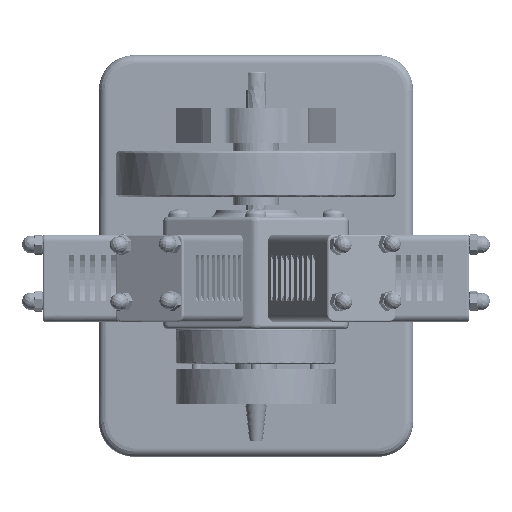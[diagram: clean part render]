
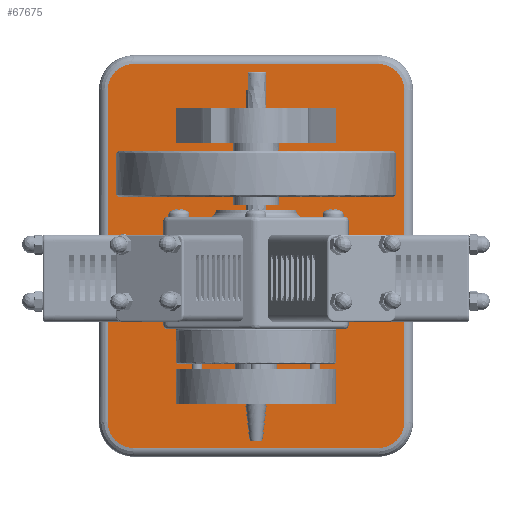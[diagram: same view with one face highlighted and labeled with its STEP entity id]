
A CAD part, left-side view. The second image highlights one B-rep face of the part: STEP entity #67675.
In plain terms, the highlighted free-form (B-spline) face has degree [1, 1] with [2, 2] control points.
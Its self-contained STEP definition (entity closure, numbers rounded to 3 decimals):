
#67312 = VERTEX_POINT('',#67313);
#67313 = CARTESIAN_POINT('',(159.925,108.749,
    -100.194));
#67330 = VERTEX_POINT('',#67331);
#67331 = CARTESIAN_POINT('',(159.925,89.558,
    -119.385));
#67337 = EDGE_CURVE('',#67330,#67312,#67338,.T.);
#67338 = ( BOUNDED_CURVE() B_SPLINE_CURVE(2,(#67339,#67340,#67341),
.UNSPECIFIED.,.F.,.F.) B_SPLINE_CURVE_WITH_KNOTS((3,3),(5.498,
7.069),.PIECEWISE_BEZIER_KNOTS.) CURVE() 
GEOMETRIC_REPRESENTATION_ITEM() RATIONAL_B_SPLINE_CURVE((1.,
0.707,1.)) REPRESENTATION_ITEM('') );
#67339 = CARTESIAN_POINT('',(159.925,89.558,
    -119.385));
#67340 = CARTESIAN_POINT('',(159.925,108.749,
    -119.385));
#67341 = CARTESIAN_POINT('',(159.925,108.749,
    -100.194));
#67359 = VERTEX_POINT('',#67360);
#67360 = CARTESIAN_POINT('',(159.925,-89.558,
    -119.385));
#67366 = EDGE_CURVE('',#67359,#67330,#67367,.T.);
#67367 = B_SPLINE_CURVE_WITH_KNOTS('',1,(#67368,#67369),.UNSPECIFIED.,
  .F.,.F.,(2,2),(-105.,35.),.PIECEWISE_BEZIER_KNOTS.);
#67368 = CARTESIAN_POINT('',(159.925,-89.558,
    -119.385));
#67369 = CARTESIAN_POINT('',(159.925,89.558,
    -119.385));
#67390 = VERTEX_POINT('',#67391);
#67391 = CARTESIAN_POINT('',(159.925,-108.749,
    -100.194));
#67397 = EDGE_CURVE('',#67390,#67359,#67398,.T.);
#67398 = ( BOUNDED_CURVE() B_SPLINE_CURVE(2,(#67399,#67400,#67401),
.UNSPECIFIED.,.F.,.F.) B_SPLINE_CURVE_WITH_KNOTS((3,3),(5.498,
7.069),.PIECEWISE_BEZIER_KNOTS.) CURVE() 
GEOMETRIC_REPRESENTATION_ITEM() RATIONAL_B_SPLINE_CURVE((1.,
0.707,1.)) REPRESENTATION_ITEM('') );
#67399 = CARTESIAN_POINT('',(159.925,-108.749,
    -100.194));
#67400 = CARTESIAN_POINT('',(159.925,-108.749,
    -119.385));
#67401 = CARTESIAN_POINT('',(159.925,-89.558,
    -119.385));
#67426 = VERTEX_POINT('',#67427);
#67427 = CARTESIAN_POINT('',(159.925,-108.749,
    142.892));
#67433 = EDGE_CURVE('',#67426,#67390,#67434,.T.);
#67434 = B_SPLINE_CURVE_WITH_KNOTS('',1,(#67435,#67436),.UNSPECIFIED.,
  .F.,.F.,(2,2),(-142.5,47.5),.PIECEWISE_BEZIER_KNOTS.);
#67435 = CARTESIAN_POINT('',(159.925,-108.749,
    142.892));
#67436 = CARTESIAN_POINT('',(159.925,-108.749,
    -100.194));
#67457 = VERTEX_POINT('',#67458);
#67458 = CARTESIAN_POINT('',(159.925,-89.558,
    162.083));
#67464 = EDGE_CURVE('',#67457,#67426,#67465,.T.);
#67465 = ( BOUNDED_CURVE() B_SPLINE_CURVE(2,(#67466,#67467,#67468),
.UNSPECIFIED.,.F.,.F.) B_SPLINE_CURVE_WITH_KNOTS((3,3),(5.498,
7.069),.PIECEWISE_BEZIER_KNOTS.) CURVE() 
GEOMETRIC_REPRESENTATION_ITEM() RATIONAL_B_SPLINE_CURVE((1.,
0.707,1.)) REPRESENTATION_ITEM('') );
#67466 = CARTESIAN_POINT('',(159.925,-89.558,
    162.083));
#67467 = CARTESIAN_POINT('',(159.925,-108.749,
    162.083));
#67468 = CARTESIAN_POINT('',(159.925,-108.749,
    142.892));
#67493 = VERTEX_POINT('',#67494);
#67494 = CARTESIAN_POINT('',(159.925,89.558,
    162.083));
#67500 = EDGE_CURVE('',#67493,#67457,#67501,.T.);
#67501 = B_SPLINE_CURVE_WITH_KNOTS('',1,(#67502,#67503),.UNSPECIFIED.,
  .F.,.F.,(2,2),(-105.,35.),.PIECEWISE_BEZIER_KNOTS.);
#67502 = CARTESIAN_POINT('',(159.925,89.558,
    162.083));
#67503 = CARTESIAN_POINT('',(159.925,-89.558,
    162.083));
#67524 = VERTEX_POINT('',#67525);
#67525 = CARTESIAN_POINT('',(159.925,108.749,
    142.892));
#67531 = EDGE_CURVE('',#67524,#67493,#67532,.T.);
#67532 = ( BOUNDED_CURVE() B_SPLINE_CURVE(2,(#67533,#67534,#67535),
.UNSPECIFIED.,.F.,.F.) B_SPLINE_CURVE_WITH_KNOTS((3,3),(5.498,
7.069),.PIECEWISE_BEZIER_KNOTS.) CURVE() 
GEOMETRIC_REPRESENTATION_ITEM() RATIONAL_B_SPLINE_CURVE((1.,
0.707,1.)) REPRESENTATION_ITEM('') );
#67533 = CARTESIAN_POINT('',(159.925,108.749,
    142.892));
#67534 = CARTESIAN_POINT('',(159.925,108.749,
    162.083));
#67535 = CARTESIAN_POINT('',(159.925,89.558,
    162.083));
#67558 = EDGE_CURVE('',#67312,#67524,#67559,.T.);
#67559 = B_SPLINE_CURVE_WITH_KNOTS('',1,(#67560,#67561),.UNSPECIFIED.,
  .F.,.F.,(2,2),(-142.5,47.5),.PIECEWISE_BEZIER_KNOTS.);
#67560 = CARTESIAN_POINT('',(159.925,108.749,
    -100.194));
#67561 = CARTESIAN_POINT('',(159.925,108.749,
    142.892));
#67675 = ADVANCED_FACE('',(#67676,#67686,#67700,#67714,#67728),#67742,
  .T.);
#67676 = FACE_BOUND('',#67677,.T.);
#67677 = EDGE_LOOP('',(#67678,#67679,#67680,#67681,#67682,#67683,#67684,
    #67685));
#67678 = ORIENTED_EDGE('',*,*,#67337,.F.);
#67679 = ORIENTED_EDGE('',*,*,#67366,.F.);
#67680 = ORIENTED_EDGE('',*,*,#67397,.F.);
#67681 = ORIENTED_EDGE('',*,*,#67433,.F.);
#67682 = ORIENTED_EDGE('',*,*,#67464,.F.);
#67683 = ORIENTED_EDGE('',*,*,#67500,.F.);
#67684 = ORIENTED_EDGE('',*,*,#67531,.F.);
#67685 = ORIENTED_EDGE('',*,*,#67558,.F.);
#67686 = FACE_BOUND('',#67687,.T.);
#67687 = EDGE_LOOP('',(#67688));
#67688 = ORIENTED_EDGE('',*,*,#67689,.T.);
#67689 = EDGE_CURVE('',#67690,#67690,#67692,.T.);
#67690 = VERTEX_POINT('',#67691);
#67691 = CARTESIAN_POINT('',(159.925,-38.382,
    -81.642));
#67692 = ( BOUNDED_CURVE() B_SPLINE_CURVE(2,(#67693,#67694,#67695,#67696
    ,#67697,#67698,#67699),.UNSPECIFIED.,.T.,.F.) 
B_SPLINE_CURVE_WITH_KNOTS((1,2,2,2,2,1),(-2.094,0.,
    2.094,4.189,6.283,8.378),
.UNSPECIFIED.) CURVE() GEOMETRIC_REPRESENTATION_ITEM() 
RATIONAL_B_SPLINE_CURVE((1.,0.5,1.,0.5,1.,0.5,1.)) REPRESENTATION_ITEM(
  '') );
#67693 = CARTESIAN_POINT('',(159.925,-38.382,
    -81.642));
#67694 = CARTESIAN_POINT('',(159.925,-26.194,
    -81.642));
#67695 = CARTESIAN_POINT('',(159.925,-32.288,
    -71.087));
#67696 = CARTESIAN_POINT('',(159.925,-38.382,
    -60.532));
#67697 = CARTESIAN_POINT('',(159.925,-44.476,
    -71.087));
#67698 = CARTESIAN_POINT('',(159.925,-50.57,
    -81.642));
#67699 = CARTESIAN_POINT('',(159.925,-38.382,
    -81.642));
#67700 = FACE_BOUND('',#67701,.T.);
#67701 = EDGE_LOOP('',(#67702));
#67702 = ORIENTED_EDGE('',*,*,#67703,.T.);
#67703 = EDGE_CURVE('',#67704,#67704,#67706,.T.);
#67704 = VERTEX_POINT('',#67705);
#67705 = CARTESIAN_POINT('',(159.925,-38.382,
    110.267));
#67706 = ( BOUNDED_CURVE() B_SPLINE_CURVE(2,(#67707,#67708,#67709,#67710
    ,#67711,#67712,#67713),.UNSPECIFIED.,.T.,.F.) 
B_SPLINE_CURVE_WITH_KNOTS((1,2,2,2,2,1),(-2.094,0.,
    2.094,4.189,6.283,8.378),
.UNSPECIFIED.) CURVE() GEOMETRIC_REPRESENTATION_ITEM() 
RATIONAL_B_SPLINE_CURVE((1.,0.5,1.,0.5,1.,0.5,1.)) REPRESENTATION_ITEM(
  '') );
#67707 = CARTESIAN_POINT('',(159.925,-38.382,
    110.267));
#67708 = CARTESIAN_POINT('',(159.925,-26.194,
    110.267));
#67709 = CARTESIAN_POINT('',(159.925,-32.288,
    120.823));
#67710 = CARTESIAN_POINT('',(159.925,-38.382,
    131.378));
#67711 = CARTESIAN_POINT('',(159.925,-44.476,
    120.823));
#67712 = CARTESIAN_POINT('',(159.925,-50.57,
    110.267));
#67713 = CARTESIAN_POINT('',(159.925,-38.382,
    110.267));
#67714 = FACE_BOUND('',#67715,.T.);
#67715 = EDGE_LOOP('',(#67716));
#67716 = ORIENTED_EDGE('',*,*,#67717,.T.);
#67717 = EDGE_CURVE('',#67718,#67718,#67720,.T.);
#67718 = VERTEX_POINT('',#67719);
#67719 = CARTESIAN_POINT('',(159.925,38.382,
    -81.642));
#67720 = ( BOUNDED_CURVE() B_SPLINE_CURVE(2,(#67721,#67722,#67723,#67724
    ,#67725,#67726,#67727),.UNSPECIFIED.,.T.,.F.) 
B_SPLINE_CURVE_WITH_KNOTS((1,2,2,2,2,1),(-2.094,0.,
    2.094,4.189,6.283,8.378),
.UNSPECIFIED.) CURVE() GEOMETRIC_REPRESENTATION_ITEM() 
RATIONAL_B_SPLINE_CURVE((1.,0.5,1.,0.5,1.,0.5,1.)) REPRESENTATION_ITEM(
  '') );
#67721 = CARTESIAN_POINT('',(159.925,38.382,
    -81.642));
#67722 = CARTESIAN_POINT('',(159.925,50.57,
    -81.642));
#67723 = CARTESIAN_POINT('',(159.925,44.476,
    -71.087));
#67724 = CARTESIAN_POINT('',(159.925,38.382,
    -60.532));
#67725 = CARTESIAN_POINT('',(159.925,32.288,
    -71.087));
#67726 = CARTESIAN_POINT('',(159.925,26.194,
    -81.642));
#67727 = CARTESIAN_POINT('',(159.925,38.382,
    -81.642));
#67728 = FACE_BOUND('',#67729,.T.);
#67729 = EDGE_LOOP('',(#67730));
#67730 = ORIENTED_EDGE('',*,*,#67731,.T.);
#67731 = EDGE_CURVE('',#67732,#67732,#67734,.T.);
#67732 = VERTEX_POINT('',#67733);
#67733 = CARTESIAN_POINT('',(159.925,38.382,
    110.267));
#67734 = ( BOUNDED_CURVE() B_SPLINE_CURVE(2,(#67735,#67736,#67737,#67738
    ,#67739,#67740,#67741),.UNSPECIFIED.,.T.,.F.) 
B_SPLINE_CURVE_WITH_KNOTS((1,2,2,2,2,1),(-2.094,0.,
    2.094,4.189,6.283,8.378),
.UNSPECIFIED.) CURVE() GEOMETRIC_REPRESENTATION_ITEM() 
RATIONAL_B_SPLINE_CURVE((1.,0.5,1.,0.5,1.,0.5,1.)) REPRESENTATION_ITEM(
  '') );
#67735 = CARTESIAN_POINT('',(159.925,38.382,
    110.267));
#67736 = CARTESIAN_POINT('',(159.925,50.57,
    110.267));
#67737 = CARTESIAN_POINT('',(159.925,44.476,
    120.823));
#67738 = CARTESIAN_POINT('',(159.925,38.382,
    131.378));
#67739 = CARTESIAN_POINT('',(159.925,32.288,
    120.823));
#67740 = CARTESIAN_POINT('',(159.925,26.194,
    110.267));
#67741 = CARTESIAN_POINT('',(159.925,38.382,
    110.267));
#67742 = B_SPLINE_SURFACE_WITH_KNOTS('',1,1,(
    (#67743,#67744)
    ,(#67745,#67746
  )),.UNSPECIFIED.,.F.,.F.,.F.,(2,2),(2,2),(-110.,110.),(-85.,85.),
  .PIECEWISE_BEZIER_KNOTS.);
#67743 = CARTESIAN_POINT('',(159.925,108.749,
    162.083));
#67744 = CARTESIAN_POINT('',(159.925,-108.749,
    162.083));
#67745 = CARTESIAN_POINT('',(159.925,108.749,
    -119.385));
#67746 = CARTESIAN_POINT('',(159.925,-108.749,
    -119.385));
